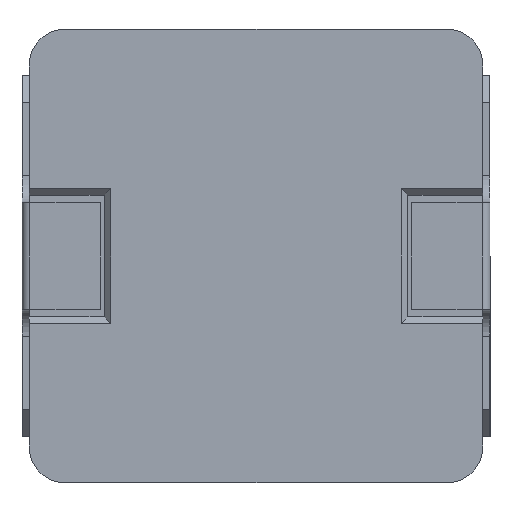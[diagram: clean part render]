
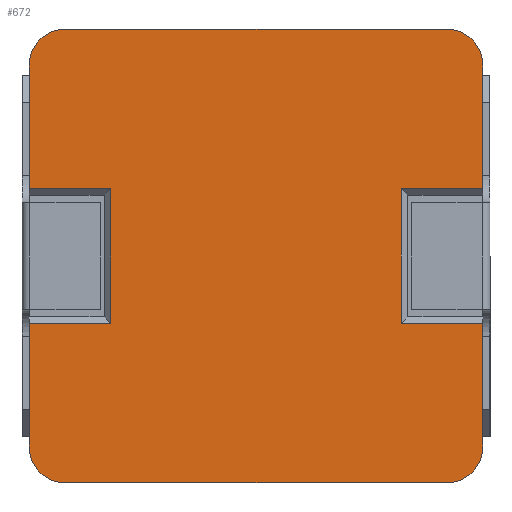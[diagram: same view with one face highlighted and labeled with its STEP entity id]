
A CAD part, front view. The second image highlights one B-rep face of the part: STEP entity #672.
In plain terms, the highlighted planar face has unit normal (0, -1, 0).
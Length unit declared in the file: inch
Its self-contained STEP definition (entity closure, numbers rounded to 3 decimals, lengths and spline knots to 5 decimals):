
#11 = VECTOR ( 'NONE', #194, 39.37008 ) ;
#162 = DIRECTION ( 'NONE',  ( 0., 1., 0. ) ) ;
#194 = DIRECTION ( 'NONE',  ( 0., 0., 1. ) ) ;
#282 = VERTEX_POINT ( 'NONE', #1162 ) ;
#347 = DIRECTION ( 'NONE',  ( 0., 0., -1. ) ) ;
#376 = DIRECTION ( 'NONE',  ( 1., 0., 0. ) ) ;
#394 = VECTOR ( 'NONE', #3058, 39.37008 ) ;
#423 = VECTOR ( 'NONE', #1163, 39.37008 ) ;
#438 = ORIENTED_EDGE ( 'NONE', *, *, #625, .F. ) ;
#483 = CARTESIAN_POINT ( 'NONE',  ( 0.42942, 0.09557, -0.12162 ) ) ;
#496 = DIRECTION ( 'NONE',  ( 0., 0., -1. ) ) ;
#538 = ORIENTED_EDGE ( 'NONE', *, *, #2487, .T. ) ;
#547 = VERTEX_POINT ( 'NONE', #2357 ) ;
#560 = PLANE ( 'NONE',  #2802 ) ;
#593 = AXIS2_PLACEMENT_3D ( 'NONE', #4269, #3795, #3321 ) ;
#603 = VECTOR ( 'NONE', #376, 39.37008 ) ;
#604 = CARTESIAN_POINT ( 'NONE',  ( 0.42942, 0.09557, 0.30138 ) ) ;
#622 = ORIENTED_EDGE ( 'NONE', *, *, #2368, .F. ) ;
#625 = EDGE_CURVE ( 'NONE', #814, #3436, #1659, .T. ) ;
#635 = CIRCLE ( 'NONE', #4074, 0.0396 ) ;
#672 = ADVANCED_FACE ( 'NONE', ( #3061 ), #560, .F. ) ;
#678 = DIRECTION ( 'NONE',  ( 0., 0., 1. ) ) ;
#689 = CARTESIAN_POINT ( 'NONE',  ( 0.33942, 0.09557, 0.30138 ) ) ;
#710 = ORIENTED_EDGE ( 'NONE', *, *, #2359, .F. ) ;
#729 = VERTEX_POINT ( 'NONE', #4445 ) ;
#814 = VERTEX_POINT ( 'NONE', #3755 ) ;
#830 = CARTESIAN_POINT ( 'NONE',  ( 0.42942, 0.09557, 0.30138 ) ) ;
#852 = VECTOR ( 'NONE', #3245, 39.37008 ) ;
#859 = CARTESIAN_POINT ( 'NONE',  ( -0.03318, 0.09557, 0.34098 ) ) ;
#930 = VERTEX_POINT ( 'NONE', #2148 ) ;
#936 = ORIENTED_EDGE ( 'NONE', *, *, #4430, .T. ) ;
#962 = EDGE_CURVE ( 'NONE', #2394, #3801, #2933, .T. ) ;
#976 = DIRECTION ( 'NONE',  ( 0., 1., 0. ) ) ;
#1118 = DIRECTION ( 'NONE',  ( 0., 0., -1. ) ) ;
#1160 = CARTESIAN_POINT ( 'NONE',  ( -0.07278, 0.09557, 0.30138 ) ) ;
#1162 = CARTESIAN_POINT ( 'NONE',  ( 0.01722, 0.09557, 0.16438 ) ) ;
#1163 = DIRECTION ( 'NONE',  ( -1., 0., 0. ) ) ;
#1170 = LINE ( 'NONE', #689, #11 ) ;
#1173 = VECTOR ( 'NONE', #2085, 39.37008 ) ;
#1239 = CARTESIAN_POINT ( 'NONE',  ( -0.07278, 0.09557, 0.30138 ) ) ;
#1240 = EDGE_CURVE ( 'NONE', #2420, #282, #4699, .T. ) ;
#1255 = VERTEX_POINT ( 'NONE', #1239 ) ;
#1280 = DIRECTION ( 'NONE',  ( -1., 0., 0. ) ) ;
#1350 = LINE ( 'NONE', #859, #603 ) ;
#1352 = EDGE_LOOP ( 'NONE', ( #2399, #3968, #538, #936, #1651, #4191, #710, #4114, #622, #3370, #2944, #2444, #438, #2600, #1556, #3730 ) ) ;
#1372 = EDGE_CURVE ( 'NONE', #729, #547, #3091, .T. ) ;
#1423 = EDGE_CURVE ( 'NONE', #2610, #729, #1735, .T. ) ;
#1518 = DIRECTION ( 'NONE',  ( 0., 0., -1. ) ) ;
#1556 = ORIENTED_EDGE ( 'NONE', *, *, #1372, .F. ) ;
#1600 = CARTESIAN_POINT ( 'NONE',  ( 0.01722, 0.09557, 0.30138 ) ) ;
#1651 = ORIENTED_EDGE ( 'NONE', *, *, #4571, .F. ) ;
#1659 = LINE ( 'NONE', #1160, #3293 ) ;
#1664 = CARTESIAN_POINT ( 'NONE',  ( 0.38982, 0.09557, 0.01538 ) ) ;
#1666 = CARTESIAN_POINT ( 'NONE',  ( 0.33942, 0.09557, 0.16438 ) ) ;
#1735 = CIRCLE ( 'NONE', #1940, 0.0396 ) ;
#1784 = EDGE_CURVE ( 'NONE', #3362, #930, #2273, .T. ) ;
#1807 = CARTESIAN_POINT ( 'NONE',  ( 0.38982, 0.09557, 0.01538 ) ) ;
#1823 = VERTEX_POINT ( 'NONE', #1666 ) ;
#1825 = CARTESIAN_POINT ( 'NONE',  ( -0.03318, 0.09557, 0.34098 ) ) ;
#1843 = LINE ( 'NONE', #830, #4297 ) ;
#1940 = AXIS2_PLACEMENT_3D ( 'NONE', #1972, #976, #496 ) ;
#1955 = CARTESIAN_POINT ( 'NONE',  ( 0.42942, 0.09557, 0.16438 ) ) ;
#1972 = CARTESIAN_POINT ( 'NONE',  ( 0.38982, 0.09557, -0.12162 ) ) ;
#2023 = DIRECTION ( 'NONE',  ( 0., 1., 0. ) ) ;
#2085 = DIRECTION ( 'NONE',  ( -1., 0., 0. ) ) ;
#2109 = LINE ( 'NONE', #1600, #2323 ) ;
#2142 = CARTESIAN_POINT ( 'NONE',  ( -0.03318, 0.09557, -0.12162 ) ) ;
#2148 = CARTESIAN_POINT ( 'NONE',  ( 0.33942, 0.09557, 0.01538 ) ) ;
#2153 = CARTESIAN_POINT ( 'NONE',  ( -0.07278, 0.09557, 0.01538 ) ) ;
#2164 = LINE ( 'NONE', #1664, #423 ) ;
#2273 = LINE ( 'NONE', #1807, #2964 ) ;
#2323 = VECTOR ( 'NONE', #1118, 39.37008 ) ;
#2357 = CARTESIAN_POINT ( 'NONE',  ( -0.03318, 0.09557, -0.16122 ) ) ;
#2359 = EDGE_CURVE ( 'NONE', #3505, #2394, #1350, .T. ) ;
#2368 = EDGE_CURVE ( 'NONE', #2420, #1255, #4212, .T. ) ;
#2394 = VERTEX_POINT ( 'NONE', #3984 ) ;
#2399 = ORIENTED_EDGE ( 'NONE', *, *, #2494, .F. ) ;
#2420 = VERTEX_POINT ( 'NONE', #3652 ) ;
#2444 = ORIENTED_EDGE ( 'NONE', *, *, #2574, .T. ) ;
#2449 = EDGE_CURVE ( 'NONE', #547, #814, #3988, .T. ) ;
#2470 = EDGE_CURVE ( 'NONE', #1255, #3505, #635, .T. ) ;
#2487 = EDGE_CURVE ( 'NONE', #930, #1823, #1170, .T. ) ;
#2494 = EDGE_CURVE ( 'NONE', #3362, #2610, #4042, .T. ) ;
#2501 = CARTESIAN_POINT ( 'NONE',  ( -0.03318, 0.09557, 0.30138 ) ) ;
#2543 = VERTEX_POINT ( 'NONE', #4256 ) ;
#2571 = CARTESIAN_POINT ( 'NONE',  ( -0.03318, 0.09557, -0.16122 ) ) ;
#2574 = EDGE_CURVE ( 'NONE', #2543, #3436, #2164, .T. ) ;
#2600 = ORIENTED_EDGE ( 'NONE', *, *, #2449, .F. ) ;
#2610 = VERTEX_POINT ( 'NONE', #483 ) ;
#2677 = DIRECTION ( 'NONE',  ( 0., 0., 1. ) ) ;
#2802 = AXIS2_PLACEMENT_3D ( 'NONE', #3706, #3198, #2677 ) ;
#2908 = DIRECTION ( 'NONE',  ( 1., 0., 0. ) ) ;
#2933 = CIRCLE ( 'NONE', #593, 0.0396 ) ;
#2944 = ORIENTED_EDGE ( 'NONE', *, *, #4619, .T. ) ;
#2964 = VECTOR ( 'NONE', #1280, 39.37008 ) ;
#3022 = VERTEX_POINT ( 'NONE', #1955 ) ;
#3058 = DIRECTION ( 'NONE',  ( 0., 0., -1. ) ) ;
#3061 = FACE_OUTER_BOUND ( 'NONE', #1352, .T. ) ;
#3091 = LINE ( 'NONE', #2571, #1173 ) ;
#3117 = AXIS2_PLACEMENT_3D ( 'NONE', #2142, #162, #4484 ) ;
#3168 = VECTOR ( 'NONE', #3754, 39.37008 ) ;
#3198 = DIRECTION ( 'NONE',  ( 0., 1., 0. ) ) ;
#3245 = DIRECTION ( 'NONE',  ( 0., 0., 1. ) ) ;
#3293 = VECTOR ( 'NONE', #678, 39.37008 ) ;
#3321 = DIRECTION ( 'NONE',  ( 0., 0., 1. ) ) ;
#3362 = VERTEX_POINT ( 'NONE', #4824 ) ;
#3370 = ORIENTED_EDGE ( 'NONE', *, *, #1240, .T. ) ;
#3425 = CARTESIAN_POINT ( 'NONE',  ( 0.38982, 0.09557, 0.16438 ) ) ;
#3436 = VERTEX_POINT ( 'NONE', #2153 ) ;
#3505 = VERTEX_POINT ( 'NONE', #1825 ) ;
#3560 = CARTESIAN_POINT ( 'NONE',  ( 0.42942, 0.09557, 0.30138 ) ) ;
#3652 = CARTESIAN_POINT ( 'NONE',  ( -0.07278, 0.09557, 0.16438 ) ) ;
#3706 = CARTESIAN_POINT ( 'NONE',  ( 0.38982, 0.09557, 0.30138 ) ) ;
#3730 = ORIENTED_EDGE ( 'NONE', *, *, #1423, .F. ) ;
#3745 = CARTESIAN_POINT ( 'NONE',  ( -0.07278, 0.09557, 0.30138 ) ) ;
#3754 = DIRECTION ( 'NONE',  ( 1., 0., 0. ) ) ;
#3755 = CARTESIAN_POINT ( 'NONE',  ( -0.07278, 0.09557, -0.12162 ) ) ;
#3795 = DIRECTION ( 'NONE',  ( 0., 1., 0. ) ) ;
#3801 = VERTEX_POINT ( 'NONE', #604 ) ;
#3892 = LINE ( 'NONE', #3425, #4069 ) ;
#3968 = ORIENTED_EDGE ( 'NONE', *, *, #1784, .T. ) ;
#3984 = CARTESIAN_POINT ( 'NONE',  ( 0.38982, 0.09557, 0.34098 ) ) ;
#3988 = CIRCLE ( 'NONE', #3117, 0.0396 ) ;
#4042 = LINE ( 'NONE', #3560, #394 ) ;
#4069 = VECTOR ( 'NONE', #2908, 39.37008 ) ;
#4074 = AXIS2_PLACEMENT_3D ( 'NONE', #2501, #2023, #1518 ) ;
#4114 = ORIENTED_EDGE ( 'NONE', *, *, #2470, .F. ) ;
#4191 = ORIENTED_EDGE ( 'NONE', *, *, #962, .F. ) ;
#4212 = LINE ( 'NONE', #3745, #852 ) ;
#4219 = CARTESIAN_POINT ( 'NONE',  ( 0.38982, 0.09557, 0.16438 ) ) ;
#4256 = CARTESIAN_POINT ( 'NONE',  ( 0.01722, 0.09557, 0.01538 ) ) ;
#4269 = CARTESIAN_POINT ( 'NONE',  ( 0.38982, 0.09557, 0.30138 ) ) ;
#4297 = VECTOR ( 'NONE', #347, 39.37008 ) ;
#4430 = EDGE_CURVE ( 'NONE', #1823, #3022, #3892, .T. ) ;
#4445 = CARTESIAN_POINT ( 'NONE',  ( 0.38982, 0.09557, -0.16122 ) ) ;
#4484 = DIRECTION ( 'NONE',  ( 0., 0., -1. ) ) ;
#4571 = EDGE_CURVE ( 'NONE', #3801, #3022, #1843, .T. ) ;
#4619 = EDGE_CURVE ( 'NONE', #282, #2543, #2109, .T. ) ;
#4699 = LINE ( 'NONE', #4219, #3168 ) ;
#4824 = CARTESIAN_POINT ( 'NONE',  ( 0.42942, 0.09557, 0.01538 ) ) ;
